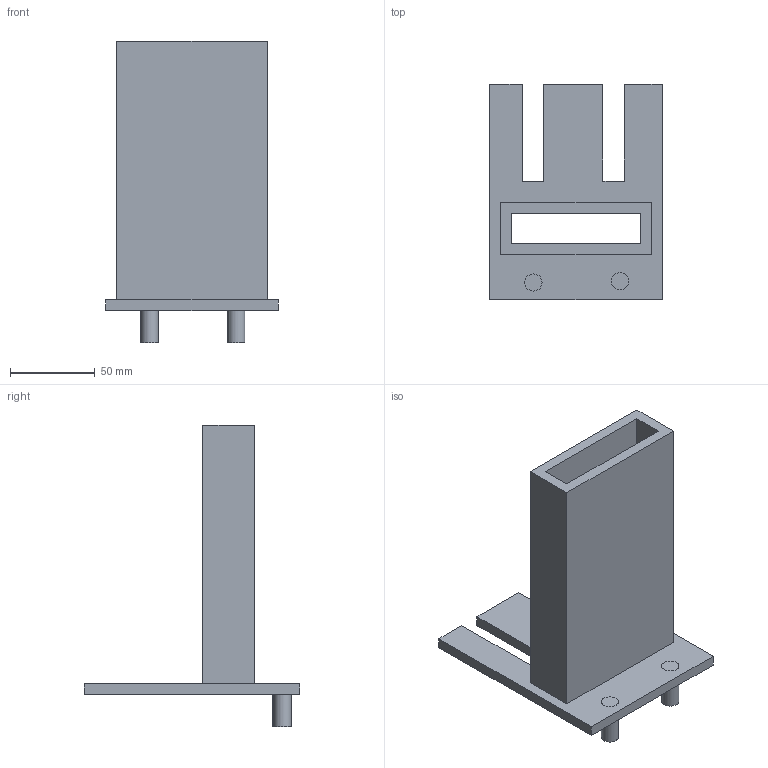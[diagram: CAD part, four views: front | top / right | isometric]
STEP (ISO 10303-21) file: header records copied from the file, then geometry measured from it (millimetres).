
FILE_DESCRIPTION(/* description */ (''),/* implementation_level */ '2;1');
FILE_NAME(/* name */ 'Sensor mount level 2 v7.step',/* time_stamp */ '2023-03-24T17:18:34-04:00',/* author */ (''),/* organization */ (''),/* preprocessor_version */ 'ST-DEVELOPER v19.2',/* originating_system */ 'Autodesk Translation Framework v11.17.0.187',/* authorisation */ '');
FILE_SCHEMA (('AUTOMOTIVE_DESIGN { 1 0 10303 214 3 1 1 }'));
Length unit declared in the file: millimetre
Products named in the file (1): Sensor mount level 2
Bounding box: 101.6 x 127 x 177.8 mm (x, y, z)
Volume: 328161.8 mm3; surface area: 115426 mm2
Topology: 2 solids, 2 shells, 47 faces, 120 edges, 80 vertices
Faces by surface type: plane 43, cylinder 4
Full cylindrical faces by diameter (mm): 10.16 x4
Entity records: 1450 total; most frequent: CARTESIAN_POINT 248, ORIENTED_EDGE 240, DIRECTION 224, EDGE_CURVE 120, LINE 112, VECTOR 112, VERTEX_POINT 80, EDGE_LOOP 58
